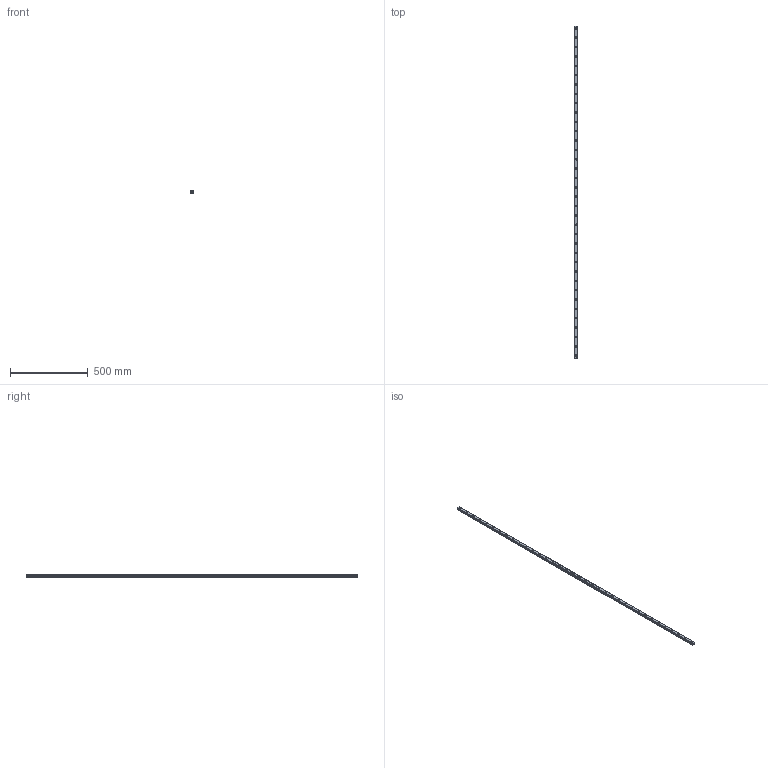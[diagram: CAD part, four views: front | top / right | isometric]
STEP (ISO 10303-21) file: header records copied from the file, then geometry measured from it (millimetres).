
FILE_DESCRIPTION(('STEP AP214'),'1');
FILE_NAME('cctmp_65EDA205-2CDB-431B-95FD-66BE036B5D93_2021_02_04_08_46_41_0895..stp','2021-02-04T07:46:42',('HIWIN GmbH'),('CADClick - www.CADClick.com'),'Spatial InterOp 3D',' ','unknown authorization');
FILE_SCHEMA(('AUTOMOTIVE_DESIGN'));
Length unit declared in the file: millimetre
Products named in the file (1): EGR20R2130C_FILE
Bounding box: 20 x 2130 x 15.5 mm (x, y, z)
Volume: 571229.7 mm3; surface area: 170691.9 mm2
Topology: 1 solids, 1 shells, 535 faces, 1227 edges, 770 vertices
Faces by surface type: plane 301, cylinder 234
Entity records: 19485 total; most frequent: DIRECTION 2911, CARTESIAN_POINT 2533, ORIENTED_EDGE 2454, EDGE_CURVE 1227, AXIS2_PLACEMENT_3D 1148, VERTEX_POINT 770, LINE 615, VECTOR 615
